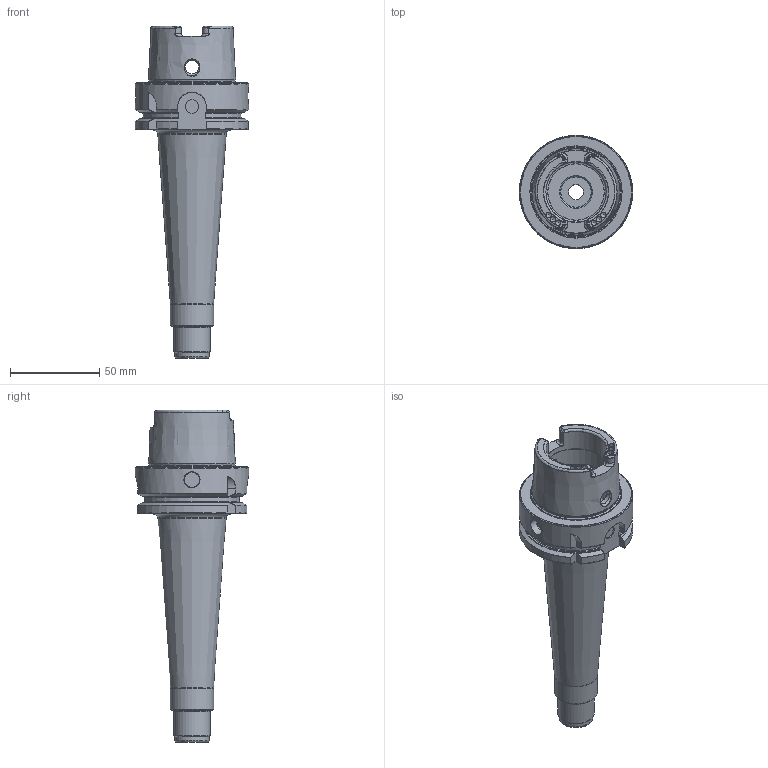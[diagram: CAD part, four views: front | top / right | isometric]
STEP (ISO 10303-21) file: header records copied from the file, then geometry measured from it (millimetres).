
FILE_DESCRIPTION(/* description */ (''),/* implementation_level */ '2;1');
FILE_NAME(/* name */ '556311687.stp',/* time_stamp */ '2021-06-01T08:17:13',/* author */ ('LRA'),/* organization */ ('REGO-FIX'),/* preprocessor_version */ ' Unknown',/* originating_system */ 'SIEMENS PLM Software Solid Edge ST10',/* authorization */ 'Unknown');
FILE_SCHEMA (('AUTOMOTIVE_DESIGN { 1 0 10303 214 2 1 1}'));
Length unit declared in the file: millimetre
Products named in the file (1): NOCUT
Bounding box: 63.3 x 63.3 x 185.5 mm (x, y, z)
Volume: 314489.5 mm3; surface area: 75931.6 mm2
Topology: 2 solids, 2 shells, 289 faces, 763 edges, 486 vertices
Faces by surface type: plane 86, cylinder 84, cone 73, torus 46
Full cylindrical faces by diameter (mm): 3 x12, 7.5 x6, 8.4 x2, 9 x2, 10 x2, 10.5 x2, 16.917 x2, 18.7 x1, 19 x1, 20 x4, 20.3 x1, 23.8 x1, 24.1 x1, 33.7 x2, 34 x2, 38.3 x1, 40 x2, 48.039 x1, 48.43 x1, 63 x1, 63.3 x1
Entity records: 10429 total; most frequent: CARTESIAN_POINT 2170, DIRECTION 1260, ORIENTED_EDGE 1174, EDGE_CURVE 587, AXIS2_PLACEMENT_3D 544, VERTEX_POINT 439, FACE_BOUND 436, EDGE_LOOP 424
